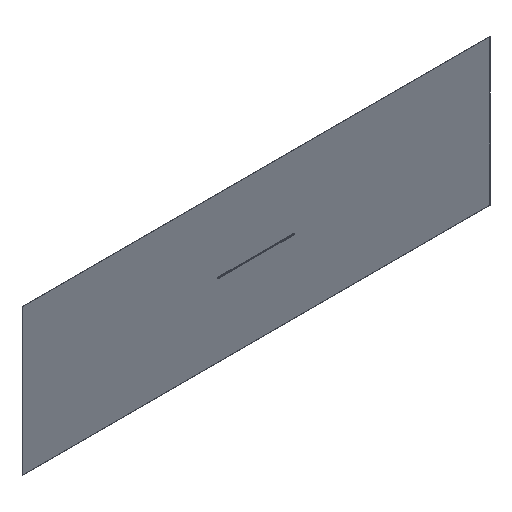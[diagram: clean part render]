
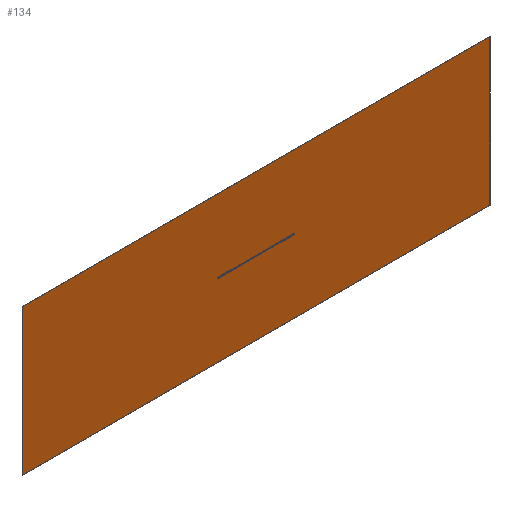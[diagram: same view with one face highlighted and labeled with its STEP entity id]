
A CAD part, isometric view. The second image highlights one B-rep face of the part: STEP entity #134.
In plain terms, the highlighted planar face has unit normal (0, -1, 0).
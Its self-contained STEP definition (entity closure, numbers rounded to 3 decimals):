
#1 = CARTESIAN_POINT ( 'NONE',  ( 12000., 0., 3750. ) ) ;
#4 = CARTESIAN_POINT ( 'NONE',  ( -1950., 0., 25. ) ) ;
#7 = ORIENTED_EDGE ( 'NONE', *, *, #229, .T. ) ;
#8 = CARTESIAN_POINT ( 'NONE',  ( -1950., 0., -25. ) ) ;
#10 = DIRECTION ( 'NONE',  ( 0., 0., -1. ) ) ;
#16 = EDGE_CURVE ( 'NONE', #105, #277, #225, .T. ) ;
#17 = CARTESIAN_POINT ( 'NONE',  ( 12000., 0., -3750. ) ) ;
#25 = VERTEX_POINT ( 'NONE', #60 ) ;
#33 = VERTEX_POINT ( 'NONE', #340 ) ;
#34 = DIRECTION ( 'NONE',  ( 0., 0., 1. ) ) ;
#36 = DIRECTION ( 'NONE',  ( 1., 0., 0. ) ) ;
#39 = VECTOR ( 'NONE', #34, 1000. ) ;
#60 = CARTESIAN_POINT ( 'NONE',  ( -12000., 0., 3750. ) ) ;
#61 = LINE ( 'NONE', #207, #246 ) ;
#62 = DIRECTION ( 'NONE',  ( 0., 0., 1. ) ) ;
#64 = DIRECTION ( 'NONE',  ( 0., -1., 0. ) ) ;
#68 = LINE ( 'NONE', #8, #212 ) ;
#71 = ORIENTED_EDGE ( 'NONE', *, *, #330, .F. ) ;
#79 = CARTESIAN_POINT ( 'NONE',  ( -1950., 0., -25. ) ) ;
#85 = VECTOR ( 'NONE', #10, 1000. ) ;
#89 = LINE ( 'NONE', #348, #39 ) ;
#92 = DIRECTION ( 'NONE',  ( 0., 0., -1. ) ) ;
#98 = ORIENTED_EDGE ( 'NONE', *, *, #16, .F. ) ;
#100 = VECTOR ( 'NONE', #104, 1000. ) ;
#102 = CARTESIAN_POINT ( 'NONE',  ( 12000., 0., -3750. ) ) ;
#104 = DIRECTION ( 'NONE',  ( 1., 0., 0. ) ) ;
#105 = VERTEX_POINT ( 'NONE', #1 ) ;
#128 = VERTEX_POINT ( 'NONE', #79 ) ;
#131 = EDGE_CURVE ( 'NONE', #255, #239, #322, .T. ) ;
#134 = ADVANCED_FACE ( 'NONE', ( #293, #317 ), #205, .T. ) ;
#147 = CARTESIAN_POINT ( 'NONE',  ( -1950., 0., 25. ) ) ;
#152 = VECTOR ( 'NONE', #259, 1000. ) ;
#155 = EDGE_CURVE ( 'NONE', #177, #25, #61, .T. ) ;
#162 = LINE ( 'NONE', #102, #185 ) ;
#167 = EDGE_LOOP ( 'NONE', ( #224, #354, #98, #71 ) ) ;
#177 = VERTEX_POINT ( 'NONE', #265 ) ;
#178 = LINE ( 'NONE', #295, #85 ) ;
#185 = VECTOR ( 'NONE', #332, 1000. ) ;
#198 = ORIENTED_EDGE ( 'NONE', *, *, #237, .T. ) ;
#205 = PLANE ( 'NONE',  #275 ) ;
#207 = CARTESIAN_POINT ( 'NONE',  ( -12000., 0., -3750. ) ) ;
#212 = VECTOR ( 'NONE', #289, 1000. ) ;
#219 = CARTESIAN_POINT ( 'NONE',  ( 12000., 0., 3750. ) ) ;
#224 = ORIENTED_EDGE ( 'NONE', *, *, #155, .F. ) ;
#225 = LINE ( 'NONE', #313, #152 ) ;
#229 = EDGE_CURVE ( 'NONE', #33, #128, #68, .T. ) ;
#237 = EDGE_CURVE ( 'NONE', #128, #255, #89, .T. ) ;
#239 = VERTEX_POINT ( 'NONE', #263 ) ;
#246 = VECTOR ( 'NONE', #62, 1000. ) ;
#253 = EDGE_CURVE ( 'NONE', #239, #33, #178, .T. ) ;
#255 = VERTEX_POINT ( 'NONE', #4 ) ;
#259 = DIRECTION ( 'NONE',  ( 0., 0., -1. ) ) ;
#263 = CARTESIAN_POINT ( 'NONE',  ( 1950., 0., 25. ) ) ;
#265 = CARTESIAN_POINT ( 'NONE',  ( -12000., 0., -3750. ) ) ;
#272 = ORIENTED_EDGE ( 'NONE', *, *, #253, .T. ) ;
#275 = AXIS2_PLACEMENT_3D ( 'NONE', #351, #64, #92 ) ;
#277 = VERTEX_POINT ( 'NONE', #17 ) ;
#278 = LINE ( 'NONE', #219, #100 ) ;
#289 = DIRECTION ( 'NONE',  ( -1., 0., 0. ) ) ;
#293 = FACE_BOUND ( 'NONE', #306, .T. ) ;
#295 = CARTESIAN_POINT ( 'NONE',  ( 1950., 0., 25. ) ) ;
#306 = EDGE_LOOP ( 'NONE', ( #272, #7, #198, #331 ) ) ;
#313 = CARTESIAN_POINT ( 'NONE',  ( 12000., 0., -3750. ) ) ;
#314 = EDGE_CURVE ( 'NONE', #277, #177, #162, .T. ) ;
#317 = FACE_OUTER_BOUND ( 'NONE', #167, .T. ) ;
#322 = LINE ( 'NONE', #147, #363 ) ;
#330 = EDGE_CURVE ( 'NONE', #25, #105, #278, .T. ) ;
#331 = ORIENTED_EDGE ( 'NONE', *, *, #131, .T. ) ;
#332 = DIRECTION ( 'NONE',  ( -1., 0., 0. ) ) ;
#340 = CARTESIAN_POINT ( 'NONE',  ( 1950., 0., -25. ) ) ;
#348 = CARTESIAN_POINT ( 'NONE',  ( -1950., 0., 25. ) ) ;
#351 = CARTESIAN_POINT ( 'NONE',  ( 0., 0., 0. ) ) ;
#354 = ORIENTED_EDGE ( 'NONE', *, *, #314, .F. ) ;
#363 = VECTOR ( 'NONE', #36, 1000. ) ;
